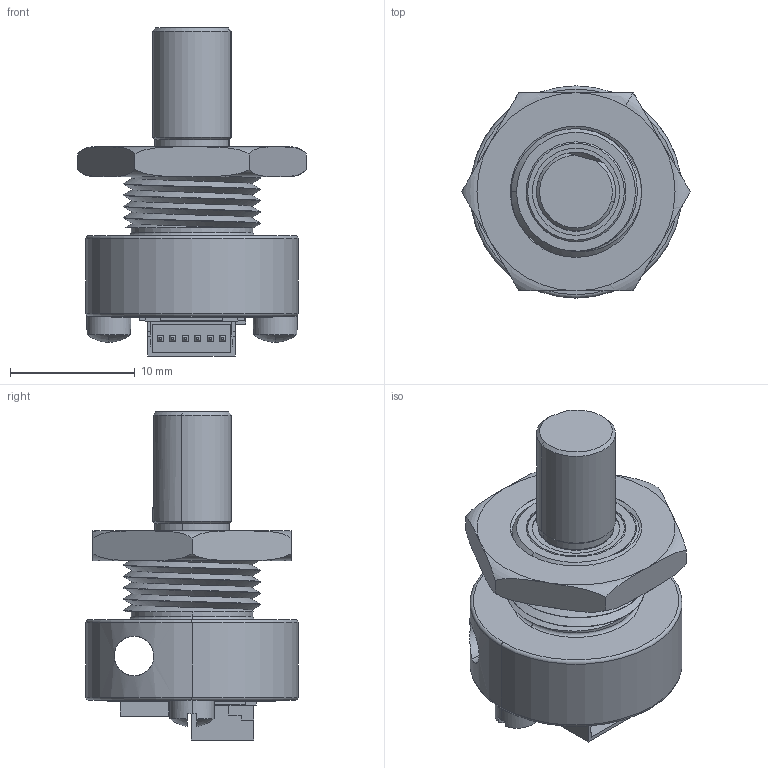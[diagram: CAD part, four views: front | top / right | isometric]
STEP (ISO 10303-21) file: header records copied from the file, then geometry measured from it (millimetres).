
FILE_DESCRIPTION (( 'STEP AP214' ), '1' );
FILE_NAME ('WCP-0110 Rev1.STEP', '2017-01-03T08:13:17', ( '' ), ( '' ), 'SwSTEP 2.0', 'SolidWorks 2016', '' );
FILE_SCHEMA (( 'AUTOMOTIVE_DESIGN' ));
Length unit declared in the file: inch
Products named in the file (9): WCP-0110-004 Rev1; WCP-0110-002 Rev1_Default<As Machined>; WCP-0110 Rev1; WCP-0110-007 Rev1_Default<As Machined>; WCP-0110-003 Rev1; WCP-0110-008 Rev1_Default<As Machined>; WCP-0110-001 Rev1; WCP-0110-006 Rev1_Default<As Machined>; WCP-0110-005 Rev1
Assembly tree (10 placements, depth 2):
  WCP-0110 Rev1
    WCP-0110-001 Rev1
    WCP-0110-002 Rev1_Default<As Machined>  x2
    WCP-0110-003 Rev1
    WCP-0110-004 Rev1
    WCP-0110-005 Rev1
    WCP-0110-006 Rev1_Default<As Machined>
    WCP-0110-007 Rev1_Default<As Machined>
    WCP-0110-008 Rev1_Default<As Machined>  x2
Bounding box: 18.33 x 17 x 26.29 mm (x, y, z)
Volume: 2305.7 mm3; surface area: 4538.6 mm2
Topology: 48 solids, 48 shells, 573 faces, 1416 edges, 905 vertices
Faces by surface type: plane 279, cylinder 144, sphere 56, cone 50, torus 36, bspline 8
Entity records: 20909 total; most frequent: CARTESIAN_POINT 6185, DIRECTION 2236, ORIENTED_EDGE 2206, EDGE_CURVE 1103, AXIS2_PLACEMENT_3D 762, LINE 712, VECTOR 712, VERTEX_POINT 704
